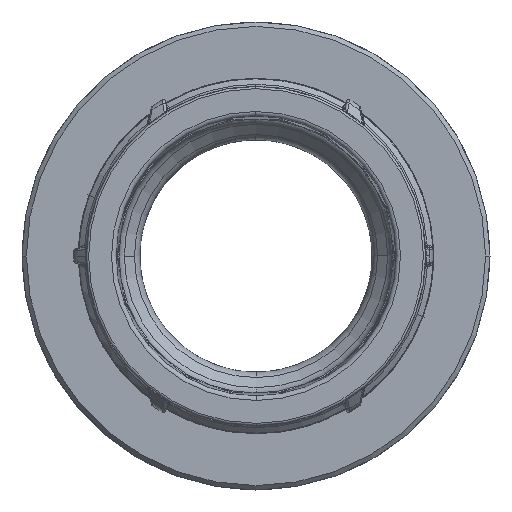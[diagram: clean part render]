
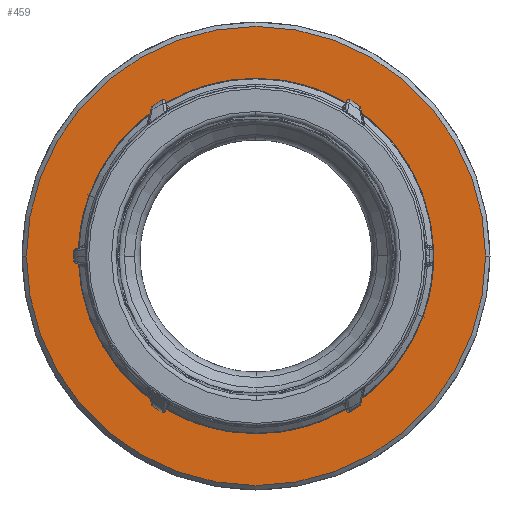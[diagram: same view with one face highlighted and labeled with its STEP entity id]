
A CAD part, front view. The second image highlights one B-rep face of the part: STEP entity #459.
In plain terms, the highlighted planar face has unit normal (0, -1, 0).
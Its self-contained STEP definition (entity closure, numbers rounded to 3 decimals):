
#459=ADVANCED_FACE('',(#1300,#1301),#1302,.F.);
#1300=FACE_OUTER_BOUND('',#2546,.T.);
#1301=FACE_BOUND('',#2547,.T.);
#1302=PLANE('',#2548);
#2546=EDGE_LOOP('',(#6212,#6213));
#2547=EDGE_LOOP('',(#6214,#6215,#6216));
#2548=AXIS2_PLACEMENT_3D('',#6217,#6218,#6219);
#6212=ORIENTED_EDGE('',*,*,#9510,.F.);
#6213=ORIENTED_EDGE('',*,*,#9501,.F.);
#6214=ORIENTED_EDGE('',*,*,#9505,.T.);
#6215=ORIENTED_EDGE('',*,*,#9511,.T.);
#6216=ORIENTED_EDGE('',*,*,#9506,.T.);
#6217=CARTESIAN_POINT('',(0.,0.,0.));
#6218=DIRECTION('',(0.0,1.0,0.0));
#6219=DIRECTION('',(1.0,0.0,-0.0));
#9501=EDGE_CURVE('',#10975,#10977,#10978,.T.);
#9505=EDGE_CURVE('',#10984,#10981,#10985,.T.);
#9506=EDGE_CURVE('',#10986,#10984,#10987,.T.);
#9510=EDGE_CURVE('',#10977,#10975,#10992,.T.);
#9511=EDGE_CURVE('',#10981,#10986,#10993,.T.);
#10975=VERTEX_POINT('',#13172);
#10977=VERTEX_POINT('',#13175);
#10978=CIRCLE('',#13176,50.75);
#10981=VERTEX_POINT('',#13180);
#10984=VERTEX_POINT('',#13184);
#10985=CIRCLE('',#13185,39.25);
#10986=VERTEX_POINT('',#13186);
#10987=CIRCLE('',#13187,39.25);
#10992=CIRCLE('',#13193,50.75);
#10993=CIRCLE('',#13194,39.25);
#13172=CARTESIAN_POINT('',(50.75,0.,0.));
#13175=CARTESIAN_POINT('',(-50.75,0.,0.));
#13176=AXIS2_PLACEMENT_3D('',#16624,#16625,#16626);
#13180=CARTESIAN_POINT('',(0.,0.,-39.25));
#13184=CARTESIAN_POINT('',(39.25,0.,0.));
#13185=AXIS2_PLACEMENT_3D('',#16629,#16630,#16631);
#13186=CARTESIAN_POINT('',(0.,0.,39.25));
#13187=AXIS2_PLACEMENT_3D('',#16632,#16633,#16634);
#13193=AXIS2_PLACEMENT_3D('',#16639,#16640,#16641);
#13194=AXIS2_PLACEMENT_3D('',#16642,#16643,#16644);
#16624=CARTESIAN_POINT('',(0.0,0.,0.0));
#16625=DIRECTION('',(-0.0,1.0,0.0));
#16626=DIRECTION('',(1.0,0.0,0.0));
#16629=CARTESIAN_POINT('',(0.0,0.,0.0));
#16630=DIRECTION('',(0.0,1.0,0.0));
#16631=DIRECTION('',(-1.0,0.0,0.0));
#16632=CARTESIAN_POINT('',(0.0,0.,0.0));
#16633=DIRECTION('',(0.0,1.0,0.0));
#16634=DIRECTION('',(-1.0,0.0,0.0));
#16639=CARTESIAN_POINT('',(0.0,0.,0.0));
#16640=DIRECTION('',(-0.0,1.0,0.0));
#16641=DIRECTION('',(1.0,0.0,0.0));
#16642=CARTESIAN_POINT('',(0.0,0.,0.0));
#16643=DIRECTION('',(0.0,1.0,0.0));
#16644=DIRECTION('',(-1.0,0.0,0.0));
